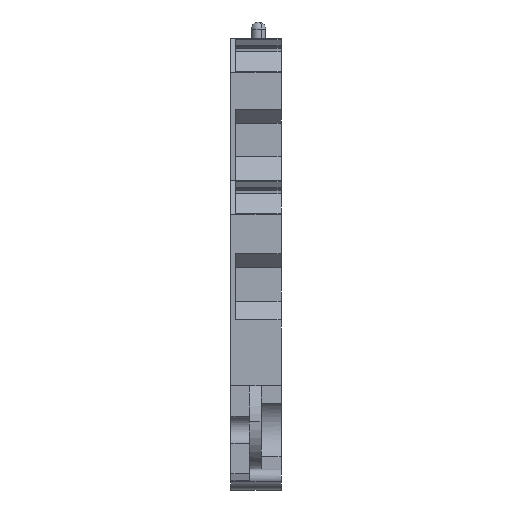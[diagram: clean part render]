
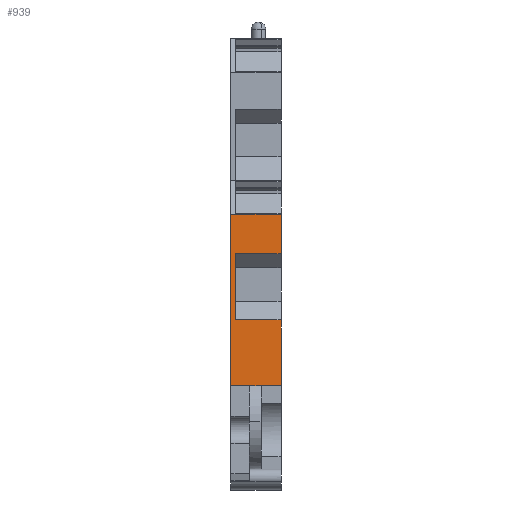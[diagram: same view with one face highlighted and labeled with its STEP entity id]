
A CAD part, front view. The second image highlights one B-rep face of the part: STEP entity #939.
In plain terms, the highlighted planar face has unit normal (0, -1, 0).
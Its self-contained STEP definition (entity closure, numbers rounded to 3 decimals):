
#887=AXIS2_PLACEMENT_3D('Plane Axis2P3D',#884,#885,#886) ;
#208=CARTESIAN_POINT('Vertex',(0.,0.,12.5)) ;
#211=CARTESIAN_POINT('Line Origine',(0.,0.,22.75)) ;
#215=CARTESIAN_POINT('Vertex',(0.,0.,33.)) ;
#868=CARTESIAN_POINT('Vertex',(6.,0.,12.5)) ;
#871=CARTESIAN_POINT('Line Origine',(3.,0.,12.5)) ;
#884=CARTESIAN_POINT('Axis2P3D Location',(0.,0.,28.25)) ;
#889=CARTESIAN_POINT('Line Origine',(6.,0.,16.425)) ;
#893=CARTESIAN_POINT('Vertex',(6.,0.,20.35)) ;
#896=CARTESIAN_POINT('Line Origine',(3.25,0.,20.35)) ;
#900=CARTESIAN_POINT('Vertex',(0.5,0.,20.35)) ;
#903=CARTESIAN_POINT('Line Origine',(0.5,0.,24.3)) ;
#907=CARTESIAN_POINT('Vertex',(0.5,0.,28.25)) ;
#910=CARTESIAN_POINT('Line Origine',(3.25,0.,28.25)) ;
#914=CARTESIAN_POINT('Vertex',(6.,0.,28.25)) ;
#917=CARTESIAN_POINT('Line Origine',(6.,0.,30.625)) ;
#921=CARTESIAN_POINT('Vertex',(6.,0.,33.)) ;
#924=CARTESIAN_POINT('Line Origine',(3.,0.,33.)) ;
#212=DIRECTION('Vector Direction',(0.,0.,-1.)) ;
#872=DIRECTION('Vector Direction',(-1.,0.,0.)) ;
#885=DIRECTION('Axis2P3D Direction',(0.,1.,0.)) ;
#886=DIRECTION('Axis2P3D XDirection',(0.,-0.,1.)) ;
#890=DIRECTION('Vector Direction',(0.,0.,-1.)) ;
#897=DIRECTION('Vector Direction',(1.,0.,0.)) ;
#904=DIRECTION('Vector Direction',(0.,0.,-1.)) ;
#911=DIRECTION('Vector Direction',(-1.,0.,0.)) ;
#918=DIRECTION('Vector Direction',(0.,0.,-1.)) ;
#925=DIRECTION('Vector Direction',(1.,0.,0.)) ;
#213=VECTOR('Line Direction',#212,1.) ;
#873=VECTOR('Line Direction',#872,1.) ;
#891=VECTOR('Line Direction',#890,1.) ;
#898=VECTOR('Line Direction',#897,1.) ;
#905=VECTOR('Line Direction',#904,1.) ;
#912=VECTOR('Line Direction',#911,1.) ;
#919=VECTOR('Line Direction',#918,1.) ;
#926=VECTOR('Line Direction',#925,1.) ;
#930=ORIENTED_EDGE('',*,*,#217,.T.) ;
#931=ORIENTED_EDGE('',*,*,#875,.F.) ;
#932=ORIENTED_EDGE('',*,*,#895,.F.) ;
#933=ORIENTED_EDGE('',*,*,#902,.F.) ;
#934=ORIENTED_EDGE('',*,*,#909,.F.) ;
#935=ORIENTED_EDGE('',*,*,#916,.F.) ;
#936=ORIENTED_EDGE('',*,*,#923,.F.) ;
#937=ORIENTED_EDGE('',*,*,#928,.F.) ;
#939=ADVANCED_FACE('V1',(#938),#888,.F.) ;
#217=EDGE_CURVE('',#216,#209,#214,.T.) ;
#875=EDGE_CURVE('',#869,#209,#874,.T.) ;
#895=EDGE_CURVE('',#894,#869,#892,.T.) ;
#902=EDGE_CURVE('',#901,#894,#899,.T.) ;
#909=EDGE_CURVE('',#908,#901,#906,.T.) ;
#916=EDGE_CURVE('',#915,#908,#913,.T.) ;
#923=EDGE_CURVE('',#922,#915,#920,.T.) ;
#928=EDGE_CURVE('',#216,#922,#927,.T.) ;
#929=EDGE_LOOP('',(#930,#931,#932,#933,#934,#935,#936,#937)) ;
#938=FACE_OUTER_BOUND('',#929,.T.) ;
#214=LINE('Line',#211,#213) ;
#874=LINE('Line',#871,#873) ;
#892=LINE('Line',#889,#891) ;
#899=LINE('Line',#896,#898) ;
#906=LINE('Line',#903,#905) ;
#913=LINE('Line',#910,#912) ;
#920=LINE('Line',#917,#919) ;
#927=LINE('Line',#924,#926) ;
#888=PLANE('',#887) ;
#209=VERTEX_POINT('',#208) ;
#216=VERTEX_POINT('',#215) ;
#869=VERTEX_POINT('',#868) ;
#894=VERTEX_POINT('',#893) ;
#901=VERTEX_POINT('',#900) ;
#908=VERTEX_POINT('',#907) ;
#915=VERTEX_POINT('',#914) ;
#922=VERTEX_POINT('',#921) ;
